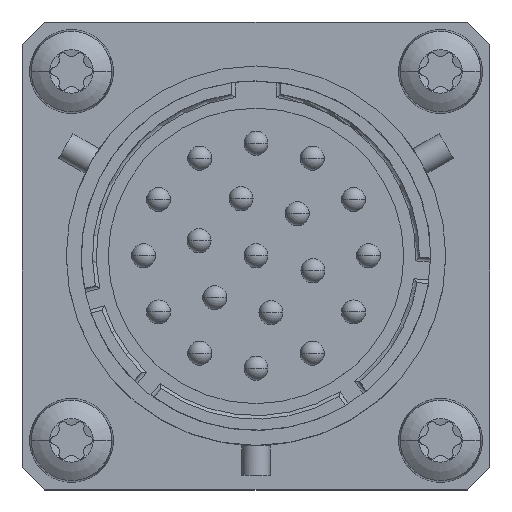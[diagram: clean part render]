
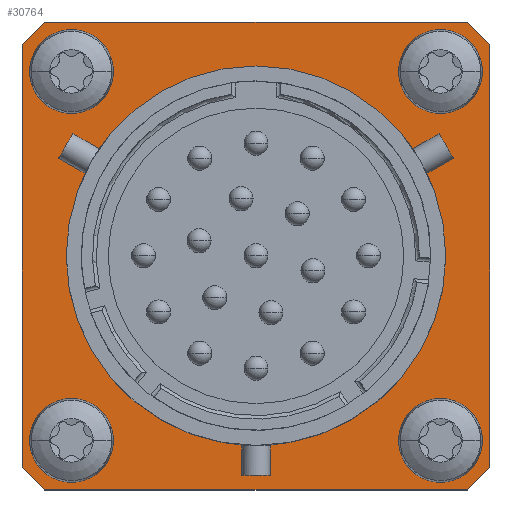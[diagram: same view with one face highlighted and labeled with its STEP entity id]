
A CAD part, top view. The second image highlights one B-rep face of the part: STEP entity #30764.
In plain terms, the highlighted planar face has unit normal (0, 0, 1).
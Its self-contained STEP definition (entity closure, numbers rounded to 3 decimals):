
#29474=CARTESIAN_POINT('',(0.0,-12.65,22.5));
#29475=VERTEX_POINT('',#29474);
#29484=CARTESIAN_POINT('',(0.0,12.65,22.5));
#29485=VERTEX_POINT('',#29484);
#29486=CARTESIAN_POINT('',(0.0,0.,22.5));
#29487=DIRECTION('',(0.0,0.0,1.0));
#29488=DIRECTION('',(0.0,-1.0,0.0));
#29489=AXIS2_PLACEMENT_3D('',#29486,#29487,#29488);
#29490=CIRCLE('',#29489,12.65);
#29491=EDGE_CURVE('',#29475,#29485,#29490,.T.);
#29518=CARTESIAN_POINT('',(-10.7,12.3,22.5));
#29519=VERTEX_POINT('',#29518);
#29535=CARTESIAN_POINT('',(-13.9,12.3,22.5));
#29536=VERTEX_POINT('',#29535);
#29543=CARTESIAN_POINT('',(-12.3,12.3,22.5));
#29544=DIRECTION('',(0.0,0.0,-1.0));
#29545=DIRECTION('',(1.0,0.0,0.0));
#29546=AXIS2_PLACEMENT_3D('',#29543,#29544,#29545);
#29547=CIRCLE('',#29546,1.6);
#29548=EDGE_CURVE('',#29519,#29536,#29547,.T.);
#29560=CARTESIAN_POINT('',(-10.7,-12.3,22.5));
#29561=VERTEX_POINT('',#29560);
#29577=CARTESIAN_POINT('',(-13.9,-12.3,22.5));
#29578=VERTEX_POINT('',#29577);
#29585=CARTESIAN_POINT('',(-12.3,-12.3,22.5));
#29586=DIRECTION('',(0.0,0.0,-1.0));
#29587=DIRECTION('',(1.0,0.0,0.0));
#29588=AXIS2_PLACEMENT_3D('',#29585,#29586,#29587);
#29589=CIRCLE('',#29588,1.6);
#29590=EDGE_CURVE('',#29561,#29578,#29589,.T.);
#29602=CARTESIAN_POINT('',(13.9,12.3,22.5));
#29603=VERTEX_POINT('',#29602);
#29619=CARTESIAN_POINT('',(10.7,12.3,22.5));
#29620=VERTEX_POINT('',#29619);
#29627=CARTESIAN_POINT('',(12.3,12.3,22.5));
#29628=DIRECTION('',(0.0,0.0,-1.0));
#29629=DIRECTION('',(1.0,0.0,0.0));
#29630=AXIS2_PLACEMENT_3D('',#29627,#29628,#29629);
#29631=CIRCLE('',#29630,1.6);
#29632=EDGE_CURVE('',#29603,#29620,#29631,.T.);
#29644=CARTESIAN_POINT('',(13.9,-12.3,22.5));
#29645=VERTEX_POINT('',#29644);
#29661=CARTESIAN_POINT('',(10.7,-12.3,22.5));
#29662=VERTEX_POINT('',#29661);
#29669=CARTESIAN_POINT('',(12.3,-12.3,22.5));
#29670=DIRECTION('',(0.0,0.0,-1.0));
#29671=DIRECTION('',(1.0,0.0,0.0));
#29672=AXIS2_PLACEMENT_3D('',#29669,#29670,#29671);
#29673=CIRCLE('',#29672,1.6);
#29674=EDGE_CURVE('',#29645,#29662,#29673,.T.);
#30643=CARTESIAN_POINT('',(0.0,0.,22.5));
#30644=DIRECTION('',(0.0,0.0,1.0));
#30645=DIRECTION('',(1.0,0.0,0.0));
#30646=AXIS2_PLACEMENT_3D('',#30643,#30644,#30645);
#30647=PLANE('',#30646);
#30648=CARTESIAN_POINT('',(-14.1,15.6,22.5));
#30649=VERTEX_POINT('',#30648);
#30650=CARTESIAN_POINT('',(14.1,15.6,22.5));
#30651=VERTEX_POINT('',#30650);
#30652=CARTESIAN_POINT('',(-14.1,15.6,22.5));
#30653=DIRECTION('',(1.0,0.0,0.0));
#30654=VECTOR('',#30653,28.2);
#30655=LINE('',#30652,#30654);
#30656=EDGE_CURVE('',#30649,#30651,#30655,.T.);
#30657=ORIENTED_EDGE('',*,*,#30656,.F.);
#30658=CARTESIAN_POINT('',(-15.6,14.1,22.5));
#30659=VERTEX_POINT('',#30658);
#30660=CARTESIAN_POINT('',(-15.6,14.1,22.5));
#30661=DIRECTION('',(0.707,0.707,0.0));
#30662=VECTOR('',#30661,2.121);
#30663=LINE('',#30660,#30662);
#30664=EDGE_CURVE('',#30659,#30649,#30663,.T.);
#30665=ORIENTED_EDGE('',*,*,#30664,.F.);
#30666=CARTESIAN_POINT('',(-15.6,-14.1,22.5));
#30667=VERTEX_POINT('',#30666);
#30668=CARTESIAN_POINT('',(-15.6,-14.1,22.5));
#30669=DIRECTION('',(0.0,1.0,0.0));
#30670=VECTOR('',#30669,28.2);
#30671=LINE('',#30668,#30670);
#30672=EDGE_CURVE('',#30667,#30659,#30671,.T.);
#30673=ORIENTED_EDGE('',*,*,#30672,.F.);
#30674=CARTESIAN_POINT('',(-14.1,-15.6,22.5));
#30675=VERTEX_POINT('',#30674);
#30676=CARTESIAN_POINT('',(-14.1,-15.6,22.5));
#30677=DIRECTION('',(-0.707,0.707,0.0));
#30678=VECTOR('',#30677,2.121);
#30679=LINE('',#30676,#30678);
#30680=EDGE_CURVE('',#30675,#30667,#30679,.T.);
#30681=ORIENTED_EDGE('',*,*,#30680,.F.);
#30682=CARTESIAN_POINT('',(14.1,-15.6,22.5));
#30683=VERTEX_POINT('',#30682);
#30684=CARTESIAN_POINT('',(14.1,-15.6,22.5));
#30685=DIRECTION('',(-1.0,0.0,0.0));
#30686=VECTOR('',#30685,28.2);
#30687=LINE('',#30684,#30686);
#30688=EDGE_CURVE('',#30683,#30675,#30687,.T.);
#30689=ORIENTED_EDGE('',*,*,#30688,.F.);
#30690=CARTESIAN_POINT('',(15.6,-14.1,22.5));
#30691=VERTEX_POINT('',#30690);
#30692=CARTESIAN_POINT('',(15.6,-14.1,22.5));
#30693=DIRECTION('',(-0.707,-0.707,0.0));
#30694=VECTOR('',#30693,2.121);
#30695=LINE('',#30692,#30694);
#30696=EDGE_CURVE('',#30691,#30683,#30695,.T.);
#30697=ORIENTED_EDGE('',*,*,#30696,.F.);
#30698=CARTESIAN_POINT('',(15.6,14.1,22.5));
#30699=VERTEX_POINT('',#30698);
#30700=CARTESIAN_POINT('',(15.6,14.1,22.5));
#30701=DIRECTION('',(0.0,-1.0,0.0));
#30702=VECTOR('',#30701,28.2);
#30703=LINE('',#30700,#30702);
#30704=EDGE_CURVE('',#30699,#30691,#30703,.T.);
#30705=ORIENTED_EDGE('',*,*,#30704,.F.);
#30706=CARTESIAN_POINT('',(14.1,15.6,22.5));
#30707=DIRECTION('',(0.707,-0.707,0.0));
#30708=VECTOR('',#30707,2.121);
#30709=LINE('',#30706,#30708);
#30710=EDGE_CURVE('',#30651,#30699,#30709,.T.);
#30711=ORIENTED_EDGE('',*,*,#30710,.F.);
#30712=EDGE_LOOP('',(#30657,#30665,#30673,#30681,#30689,#30697,#30705,#30711));
#30713=FACE_OUTER_BOUND('',#30712,.T.);
#30714=ORIENTED_EDGE('',*,*,#29548,.T.);
#30715=CARTESIAN_POINT('',(-12.3,12.3,22.5));
#30716=DIRECTION('',(0.0,0.0,-1.0));
#30717=DIRECTION('',(1.0,0.0,0.0));
#30718=AXIS2_PLACEMENT_3D('',#30715,#30716,#30717);
#30719=CIRCLE('',#30718,1.6);
#30720=EDGE_CURVE('',#29536,#29519,#30719,.T.);
#30721=ORIENTED_EDGE('',*,*,#30720,.T.);
#30722=EDGE_LOOP('',(#30714,#30721));
#30723=FACE_BOUND('',#30722,.T.);
#30724=ORIENTED_EDGE('',*,*,#29590,.T.);
#30725=CARTESIAN_POINT('',(-12.3,-12.3,22.5));
#30726=DIRECTION('',(0.0,0.0,-1.0));
#30727=DIRECTION('',(1.0,0.0,0.0));
#30728=AXIS2_PLACEMENT_3D('',#30725,#30726,#30727);
#30729=CIRCLE('',#30728,1.6);
#30730=EDGE_CURVE('',#29578,#29561,#30729,.T.);
#30731=ORIENTED_EDGE('',*,*,#30730,.T.);
#30732=EDGE_LOOP('',(#30724,#30731));
#30733=FACE_BOUND('',#30732,.T.);
#30734=ORIENTED_EDGE('',*,*,#29632,.T.);
#30735=CARTESIAN_POINT('',(12.3,12.3,22.5));
#30736=DIRECTION('',(0.0,0.0,-1.0));
#30737=DIRECTION('',(1.0,0.0,0.0));
#30738=AXIS2_PLACEMENT_3D('',#30735,#30736,#30737);
#30739=CIRCLE('',#30738,1.6);
#30740=EDGE_CURVE('',#29620,#29603,#30739,.T.);
#30741=ORIENTED_EDGE('',*,*,#30740,.T.);
#30742=EDGE_LOOP('',(#30734,#30741));
#30743=FACE_BOUND('',#30742,.T.);
#30744=ORIENTED_EDGE('',*,*,#29674,.T.);
#30745=CARTESIAN_POINT('',(12.3,-12.3,22.5));
#30746=DIRECTION('',(0.0,0.0,-1.0));
#30747=DIRECTION('',(1.0,0.0,0.0));
#30748=AXIS2_PLACEMENT_3D('',#30745,#30746,#30747);
#30749=CIRCLE('',#30748,1.6);
#30750=EDGE_CURVE('',#29662,#29645,#30749,.T.);
#30751=ORIENTED_EDGE('',*,*,#30750,.T.);
#30752=EDGE_LOOP('',(#30744,#30751));
#30753=FACE_BOUND('',#30752,.T.);
#30754=CARTESIAN_POINT('',(0.0,0.,22.5));
#30755=DIRECTION('',(0.0,0.0,1.0));
#30756=DIRECTION('',(0.0,-1.0,0.0));
#30757=AXIS2_PLACEMENT_3D('',#30754,#30755,#30756);
#30758=CIRCLE('',#30757,12.65);
#30759=EDGE_CURVE('',#29485,#29475,#30758,.T.);
#30760=ORIENTED_EDGE('',*,*,#30759,.F.);
#30761=ORIENTED_EDGE('',*,*,#29491,.F.);
#30762=EDGE_LOOP('',(#30760,#30761));
#30763=FACE_BOUND('',#30762,.T.);
#30764=ADVANCED_FACE('',(#30713,#30723,#30733,#30743,#30753,#30763),#30647,.T.);
